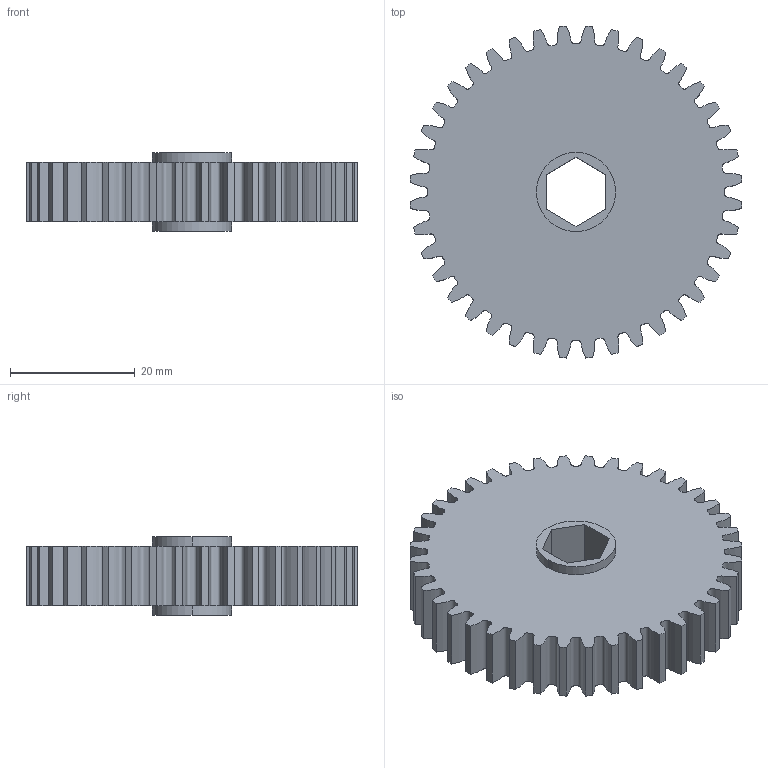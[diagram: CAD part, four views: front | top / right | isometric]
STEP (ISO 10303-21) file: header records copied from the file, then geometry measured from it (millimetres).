
FILE_DESCRIPTION (( 'STEP AP203' ), '1' );
FILE_NAME ('217-2707.20121204.STEP', '2012-12-05T03:00:39', ( 'svradm' ), ( 'Microsoft' ), 'SwSTEP 2.0', 'SolidWorks 2012', '' );
FILE_SCHEMA (( 'CONFIG_CONTROL_DESIGN' ));
Length unit declared in the file: inch
Products named in the file (1): 217-2707.20121204
Bounding box: 53.25 x 53.25 x 12.65 mm (x, y, z)
Volume: 19174 mm3; surface area: 7485.7 mm2
Topology: 1 solids, 1 shells, 94 faces, 270 edges, 180 vertices
Faces by surface type: cylinder 44, bspline 40, plane 10
Entity records: 16705 total; most frequent: CARTESIAN_POINT 14345, ORIENTED_EDGE 540, DIRECTION 388, EDGE_CURVE 270, VERTEX_POINT 180, AXIS2_PLACEMENT_3D 143, VECTOR 102, LINE 102
